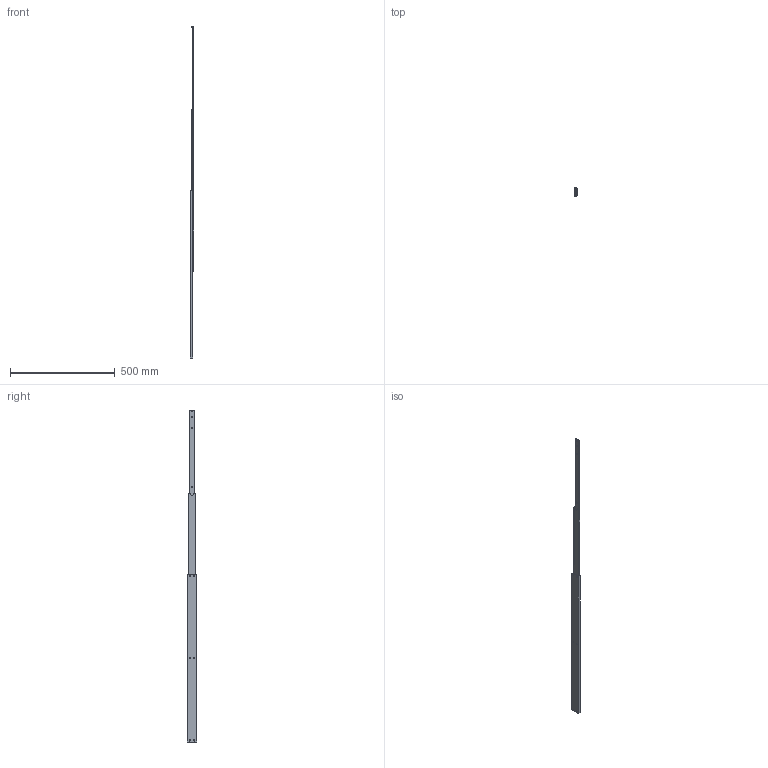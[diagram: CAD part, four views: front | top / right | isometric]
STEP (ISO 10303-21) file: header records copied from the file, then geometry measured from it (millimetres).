
FILE_DESCRIPTION (( 'STEP AP203' ), '1' );
FILE_NAME ('TSR 4516 - 800.STEP', '2023-08-21T06:45:56', ( '' ), ( '' ), 'SwSTEP 2.0', 'SolidWorks 2020', '' );
FILE_SCHEMA (( 'CONFIG_CONTROL_DESIGN' ));
Length unit declared in the file: millimetre
Products named in the file (4): TSR 4516 ZENSKO - promeni_800; TSR 4516 MASKO-ZENSKO_800; TSR 4516 MASKO 1_800; TSR 4516 - 800
Assembly tree (3 placements, depth 2):
  TSR 4516 - 800
    TSR 4516 ZENSKO - promeni_800
    TSR 4516 MASKO-ZENSKO_800
    TSR 4516 MASKO 1_800
Bounding box: 18 x 45 x 1585 mm (x, y, z)
Volume: 442645.4 mm3; surface area: 220484.2 mm2
Topology: 5 solids, 5 shells, 100 faces, 252 edges, 162 vertices
Faces by surface type: cylinder 41, plane 41, cone 12, torus 6
Entity records: 3480 total; most frequent: DIRECTION 570, CARTESIAN_POINT 520, ORIENTED_EDGE 504, EDGE_CURVE 252, AXIS2_PLACEMENT_3D 212, VERTEX_POINT 162, VECTOR 146, LINE 146
